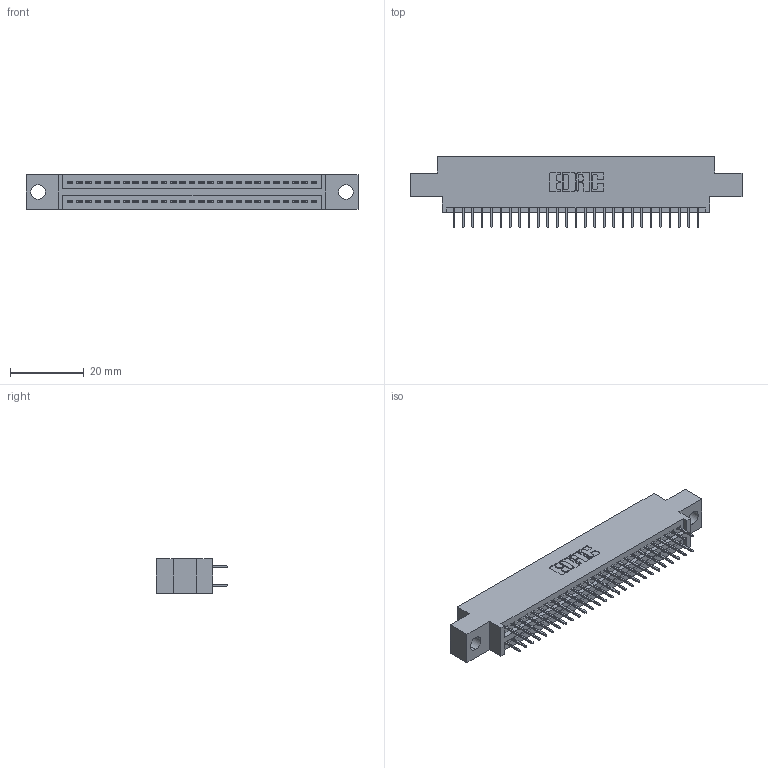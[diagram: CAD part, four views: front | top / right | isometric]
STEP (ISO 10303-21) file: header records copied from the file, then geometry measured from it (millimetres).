
FILE_DESCRIPTION (( 'STEP AP203' ), '1' );
FILE_NAME ('395-054-524-804.STEP', '2018-11-21T08:25:13', ( '' ), ( '' ), 'SwSTEP 2.0', 'SolidWorks 2016', '' );
FILE_SCHEMA (( 'CONFIG_CONTROL_DESIGN' ));
Length unit declared in the file: inch
Products named in the file (3): 395-054-524-804; 345 Part_0.170 Offset - 0.156 Dia-TH; 345-292-001_345-293-124
Assembly tree (55 placements, depth 2):
  395-054-524-804
    345 Part_0.170 Offset - 0.156 Dia-TH
    345-292-001_345-293-124  x54
Bounding box: 89.79 x 19.35 x 9.4 mm (x, y, z)
Volume: 8300 mm3; surface area: 11721.2 mm2
Topology: 55 solids, 55 shells, 3046 faces, 8615 edges, 5526 vertices
Faces by surface type: plane 2190, cylinder 856
Entity records: 23413 total; most frequent: CARTESIAN_POINT 3940, ORIENTED_EDGE 3874, DIRECTION 3493, EDGE_CURVE 1937, VECTOR 1701, LINE 1701, VERTEX_POINT 1286, AXIS2_PLACEMENT_3D 896
